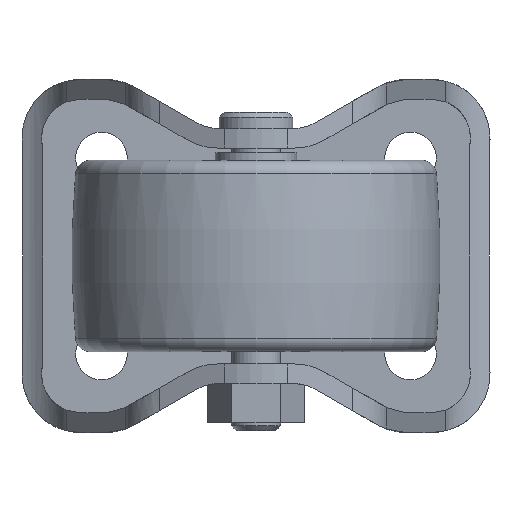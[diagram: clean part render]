
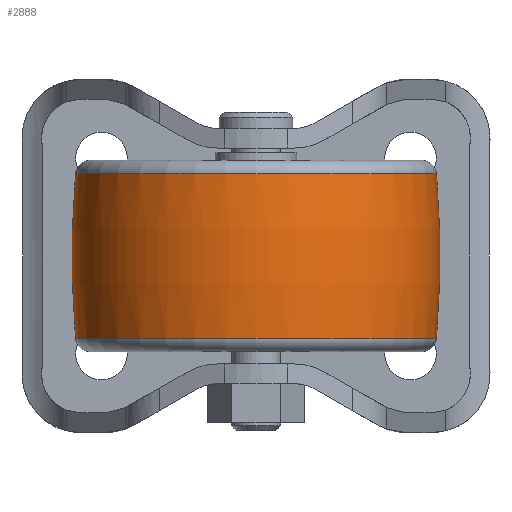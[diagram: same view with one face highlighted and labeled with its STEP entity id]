
A CAD part, front view. The second image highlights one B-rep face of the part: STEP entity #2888.
In plain terms, the highlighted toroidal (fillet/blend) face has major radius 162.5 mm and minor radius 200 mm.
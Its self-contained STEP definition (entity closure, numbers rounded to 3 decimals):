
#752 = DIRECTION ( 'NONE',  ( 1., 0., 0. ) ) ;
#753 = DIRECTION ( 'NONE',  ( 0., 0., 1. ) ) ;
#754 = CARTESIAN_POINT ( 'NONE',  ( 0., -70.5, -16.751 ) ) ;
#755 = AXIS2_PLACEMENT_3D ( 'NONE', #754, #753, #752 ) ;
#756 = CIRCLE ( 'NONE', #755, 36.797 ) ;
#1084 = DIRECTION ( 'NONE',  ( 1., 0., 0. ) ) ;
#1085 = DIRECTION ( 'NONE',  ( 0., 0., 1. ) ) ;
#1091 = TOROIDAL_SURFACE ( 'NONE', #1098, -162.5, 200. ) ;
#1098 = AXIS2_PLACEMENT_3D ( 'NONE', #1099, #1085, #1084 ) ;
#1099 = CARTESIAN_POINT ( 'NONE',  ( 0., -70.5, 0. ) ) ;
#1108 = FACE_OUTER_BOUND ( 'NONE', #2694, .T. ) ;
#1360 = VERTEX_POINT ( 'NONE', #3382 ) ;
#1362 = VERTEX_POINT ( 'NONE', #3381 ) ;
#1412 = VERTEX_POINT ( 'NONE', #3509 ) ;
#1413 = VERTEX_POINT ( 'NONE', #3541 ) ;
#1418 = EDGE_CURVE ( 'NONE', #1413, #1362, #3540, .T. ) ;
#1423 = EDGE_CURVE ( 'NONE', #1412, #1360, #3536, .T. ) ;
#2684 = ORIENTED_EDGE ( 'NONE', *, *, #3034, .F. ) ;
#2694 = EDGE_LOOP ( 'NONE', ( #2912, #3033, #2911, #2684 ) ) ;
#2734 = EDGE_CURVE ( 'NONE', #1413, #1412, #756, .T. ) ;
#2888 = ADVANCED_FACE ( 'NONE', ( #1108 ), #1091, .T. ) ;
#2911 = ORIENTED_EDGE ( 'NONE', *, *, #1423, .T. ) ;
#2912 = ORIENTED_EDGE ( 'NONE', *, *, #1418, .F. ) ;
#3033 = ORIENTED_EDGE ( 'NONE', *, *, #2734, .T. ) ;
#3034 = EDGE_CURVE ( 'NONE', #1362, #1360, #4179, .T. ) ;
#3381 = CARTESIAN_POINT ( 'NONE',  ( -36.797, -70.5, 16.751 ) ) ;
#3382 = CARTESIAN_POINT ( 'NONE',  ( 36.797, -70.5, 16.751 ) ) ;
#3509 = CARTESIAN_POINT ( 'NONE',  ( 36.797, -70.5, -16.751 ) ) ;
#3528 = DIRECTION ( 'NONE',  ( 0., 0., -1. ) ) ;
#3529 = DIRECTION ( 'NONE',  ( 0., -1., 0. ) ) ;
#3530 = CARTESIAN_POINT ( 'NONE',  ( -162.5, -70.5, 0. ) ) ;
#3531 = AXIS2_PLACEMENT_3D ( 'NONE', #3530, #3529, #3528 ) ;
#3533 = DIRECTION ( 'NONE',  ( -1., 0., 0. ) ) ;
#3534 = DIRECTION ( 'NONE',  ( 0., 1., 0. ) ) ;
#3535 = CARTESIAN_POINT ( 'NONE',  ( 162.5, -70.5, 0. ) ) ;
#3536 = CIRCLE ( 'NONE', #3531, 200. ) ;
#3540 = CIRCLE ( 'NONE', #3551, 200. ) ;
#3541 = CARTESIAN_POINT ( 'NONE',  ( -36.797, -70.5, -16.751 ) ) ;
#3551 = AXIS2_PLACEMENT_3D ( 'NONE', #3535, #3534, #3533 ) ;
#4167 = AXIS2_PLACEMENT_3D ( 'NONE', #4201, #4200, #4199 ) ;
#4179 = CIRCLE ( 'NONE', #4167, 36.797 ) ;
#4199 = DIRECTION ( 'NONE',  ( 1., 0., 0. ) ) ;
#4200 = DIRECTION ( 'NONE',  ( 0., 0., 1. ) ) ;
#4201 = CARTESIAN_POINT ( 'NONE',  ( 0., -70.5, 16.751 ) ) ;
